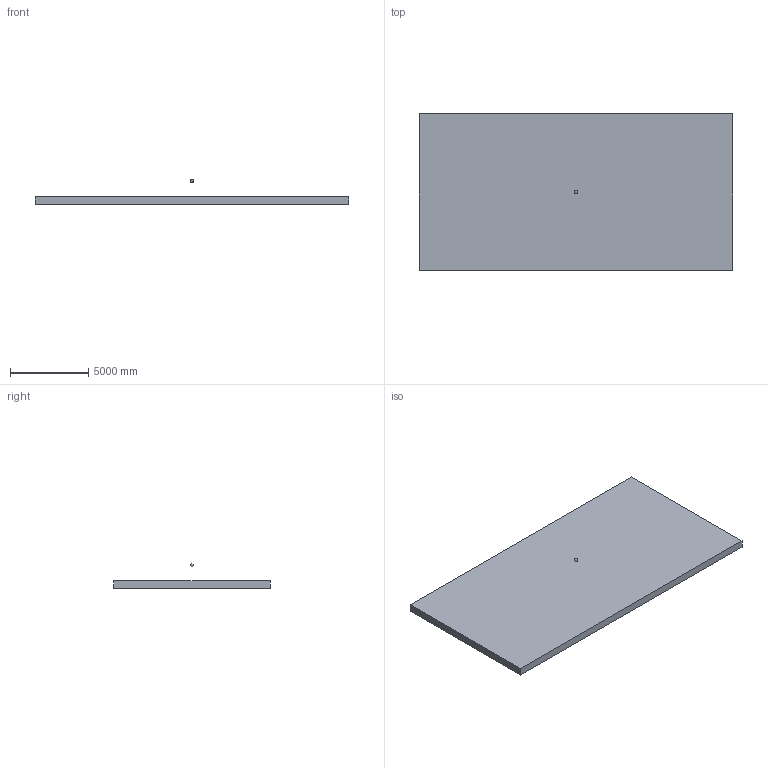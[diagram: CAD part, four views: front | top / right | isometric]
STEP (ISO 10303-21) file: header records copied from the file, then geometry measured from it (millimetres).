
FILE_DESCRIPTION (( 'STEP AP214' ), '1' );
FILE_NAME ('ball_rebound_v2.STEP', '2023-05-31T09:35:59', ( '' ), ( '' ), 'SwSTEP 2.0', 'SolidWorks 2021', '' );
FILE_SCHEMA (( 'AUTOMOTIVE_DESIGN' ));
Length unit declared in the file: millimetre
Products named in the file (3): ball_rebound_v2; ground; sphere
Assembly tree (2 placements, depth 2):
  ball_rebound_v2
    ground
    sphere
Bounding box: 20000 x 10000 x 1599.27 mm (x, y, z)
Volume: 100004188790.2 mm3; surface area: 430125663.7 mm2
Topology: 2 solids, 2 shells, 7 faces, 15 edges, 10 vertices
Faces by surface type: plane 6, sphere 1
Entity records: 276 total; most frequent: DIRECTION 36, CARTESIAN_POINT 32, ORIENTED_EDGE 24, AXIS2_PLACEMENT_3D 12, LINE 12, EDGE_CURVE 12, VECTOR 12, VERTEX_POINT 8
